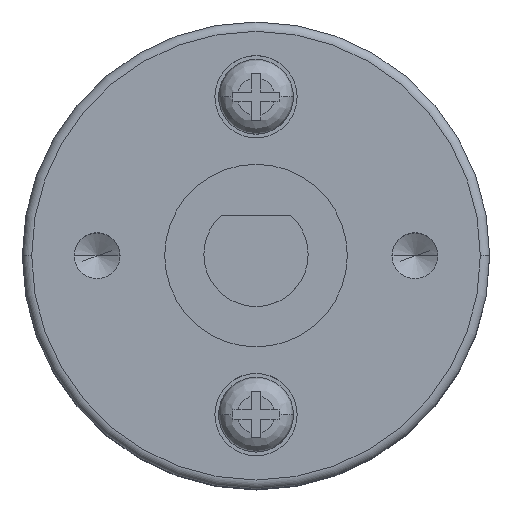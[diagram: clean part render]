
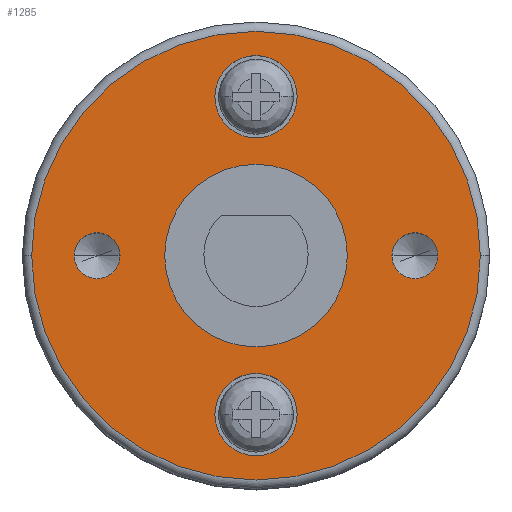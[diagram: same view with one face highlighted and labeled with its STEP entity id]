
A CAD part, top view. The second image highlights one B-rep face of the part: STEP entity #1285.
In plain terms, the highlighted planar face has unit normal (0, 0, 1).
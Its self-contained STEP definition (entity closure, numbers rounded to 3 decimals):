
#79 = CIRCLE ( 'NONE', #2450, 12. ) ;
#93 = AXIS2_PLACEMENT_3D ( 'NONE', #1033, #2290, #731 ) ;
#165 = EDGE_LOOP ( 'NONE', ( #925, #3788 ) ) ;
#185 = VERTEX_POINT ( 'NONE', #1484 ) ;
#292 = CARTESIAN_POINT ( 'NONE',  ( -2.2, -8.5, 19.2 ) ) ;
#310 = CARTESIAN_POINT ( 'NONE',  ( -12., 0., 19.2 ) ) ;
#369 = DIRECTION ( 'NONE',  ( 1., 0., 0. ) ) ;
#385 = CIRCLE ( 'NONE', #1241, 2.2 ) ;
#431 = DIRECTION ( 'NONE',  ( 1., 0., 0. ) ) ;
#608 = DIRECTION ( 'NONE',  ( 0., 0., -1. ) ) ;
#617 = AXIS2_PLACEMENT_3D ( 'NONE', #2558, #1638, #431 ) ;
#627 = DIRECTION ( 'NONE',  ( -1., 0., 0. ) ) ;
#699 = CARTESIAN_POINT ( 'NONE',  ( 0., 8.5, 19.2 ) ) ;
#727 = CIRCLE ( 'NONE', #3034, 1.229 ) ;
#731 = DIRECTION ( 'NONE',  ( -1., 0., 0. ) ) ;
#858 = DIRECTION ( 'NONE',  ( 0., 0., 1. ) ) ;
#919 = FACE_BOUND ( 'NONE', #3605, .T. ) ;
#925 = ORIENTED_EDGE ( 'NONE', *, *, #2048, .T. ) ;
#1018 = AXIS2_PLACEMENT_3D ( 'NONE', #2253, #1654, #3222 ) ;
#1022 = CARTESIAN_POINT ( 'NONE',  ( -2.2, 8.5, 19.2 ) ) ;
#1033 = CARTESIAN_POINT ( 'NONE',  ( 0., 0., 19.2 ) ) ;
#1042 = EDGE_CURVE ( 'NONE', #3062, #3616, #727, .T. ) ;
#1073 = ORIENTED_EDGE ( 'NONE', *, *, #1725, .T. ) ;
#1114 = VERTEX_POINT ( 'NONE', #3954 ) ;
#1160 = VERTEX_POINT ( 'NONE', #2719 ) ;
#1241 = AXIS2_PLACEMENT_3D ( 'NONE', #3905, #3214, #1703 ) ;
#1266 = AXIS2_PLACEMENT_3D ( 'NONE', #2483, #858, #3433 ) ;
#1285 = ADVANCED_FACE ( 'NONE', ( #1855, #919, #1546, #1565, #2183 ), #4069, .T. ) ;
#1289 = DIRECTION ( 'NONE',  ( 1., 0., 0. ) ) ;
#1317 = EDGE_CURVE ( 'Edge60', #3064, #1413, #79, .T. ) ;
#1348 = CIRCLE ( 'NONE', #3912, 1.229 ) ;
#1413 = VERTEX_POINT ( 'NONE', #3473 ) ;
#1484 = CARTESIAN_POINT ( 'NONE',  ( -7.271, 0., 19.2 ) ) ;
#1499 = CARTESIAN_POINT ( 'NONE',  ( 7.271, 0., 19.2 ) ) ;
#1546 = FACE_BOUND ( 'NONE', #2385, .T. ) ;
#1565 = FACE_BOUND ( 'NONE', #3951, .T. ) ;
#1607 = CIRCLE ( 'NONE', #3902, 2.2 ) ;
#1617 = CIRCLE ( 'NONE', #617, 1.229 ) ;
#1638 = DIRECTION ( 'NONE',  ( 0., 0., -1. ) ) ;
#1653 = VERTEX_POINT ( 'NONE', #1022 ) ;
#1654 = DIRECTION ( 'NONE',  ( 0., 0., -1. ) ) ;
#1695 = ORIENTED_EDGE ( 'NONE', *, *, #3351, .T. ) ;
#1703 = DIRECTION ( 'NONE',  ( 1., 0., 0. ) ) ;
#1725 = EDGE_CURVE ( 'NONE', #1160, #1653, #2514, .T. ) ;
#1745 = CIRCLE ( 'NONE', #2270, 1.229 ) ;
#1753 = DIRECTION ( 'NONE',  ( 1., 0., 0. ) ) ;
#1818 = ORIENTED_EDGE ( 'NONE', *, *, #3321, .T. ) ;
#1855 = FACE_OUTER_BOUND ( 'NONE', #4091, .T. ) ;
#1943 = ORIENTED_EDGE ( 'NONE', *, *, #1042, .T. ) ;
#1949 = DIRECTION ( 'NONE',  ( 0., 0., -1. ) ) ;
#1953 = DIRECTION ( 'NONE',  ( 0., 0., -1. ) ) ;
#2048 = EDGE_CURVE ( 'Edge13', #1114, #2573, #1607, .T. ) ;
#2115 = CARTESIAN_POINT ( 'NONE',  ( -9.729, 0., 19.2 ) ) ;
#2123 = CARTESIAN_POINT ( 'NONE',  ( 0., 0., 19.2 ) ) ;
#2183 = FACE_BOUND ( 'NONE', #165, .T. ) ;
#2253 = CARTESIAN_POINT ( 'NONE',  ( 0., -8.5, 19.2 ) ) ;
#2264 = DIRECTION ( 'NONE',  ( 1., 0., 0. ) ) ;
#2270 = AXIS2_PLACEMENT_3D ( 'NONE', #3140, #1953, #2264 ) ;
#2290 = DIRECTION ( 'NONE',  ( 0., 0., -1. ) ) ;
#2327 = ORIENTED_EDGE ( 'NONE', *, *, #1317, .F. ) ;
#2384 = AXIS2_PLACEMENT_3D ( 'NONE', #699, #1949, #3779 ) ;
#2385 = EDGE_LOOP ( 'NONE', ( #1818, #3280 ) ) ;
#2402 = DIRECTION ( 'NONE',  ( 0., 0., -1. ) ) ;
#2421 = VERTEX_POINT ( 'NONE', #2115 ) ;
#2450 = AXIS2_PLACEMENT_3D ( 'NONE', #2123, #3451, #627 ) ;
#2483 = CARTESIAN_POINT ( 'NONE',  ( 0., 0., 19.2 ) ) ;
#2514 = CIRCLE ( 'NONE', #2384, 2.2 ) ;
#2558 = CARTESIAN_POINT ( 'NONE',  ( -8.5, 0., 19.2 ) ) ;
#2573 = VERTEX_POINT ( 'NONE', #292 ) ;
#2597 = CIRCLE ( 'NONE', #93, 12. ) ;
#2665 = ORIENTED_EDGE ( 'NONE', *, *, #3530, .T. ) ;
#2719 = CARTESIAN_POINT ( 'NONE',  ( 2.2, 8.5, 19.2 ) ) ;
#2876 = CARTESIAN_POINT ( 'NONE',  ( -8.5, 0., 19.2 ) ) ;
#3034 = AXIS2_PLACEMENT_3D ( 'NONE', #3186, #3892, #369 ) ;
#3062 = VERTEX_POINT ( 'NONE', #3065 ) ;
#3064 = VERTEX_POINT ( 'NONE', #310 ) ;
#3065 = CARTESIAN_POINT ( 'NONE',  ( 9.729, 0., 19.2 ) ) ;
#3096 = EDGE_CURVE ( 'NONE', #2573, #1114, #3523, .T. ) ;
#3123 = EDGE_CURVE ( 'NONE', #1413, #3064, #2597, .T. ) ;
#3131 = EDGE_CURVE ( 'NONE', #2421, #185, #1617, .T. ) ;
#3140 = CARTESIAN_POINT ( 'NONE',  ( 8.5, 0., 19.2 ) ) ;
#3186 = CARTESIAN_POINT ( 'NONE',  ( 8.5, 0., 19.2 ) ) ;
#3214 = DIRECTION ( 'NONE',  ( 0., 0., -1. ) ) ;
#3222 = DIRECTION ( 'NONE',  ( 1., 0., 0. ) ) ;
#3280 = ORIENTED_EDGE ( 'NONE', *, *, #3131, .T. ) ;
#3321 = EDGE_CURVE ( 'NONE', #185, #2421, #1348, .T. ) ;
#3345 = CARTESIAN_POINT ( 'NONE',  ( 0., -8.5, 19.2 ) ) ;
#3351 = EDGE_CURVE ( 'NONE', #3616, #3062, #1745, .T. ) ;
#3433 = DIRECTION ( 'NONE',  ( 1., 0., 0. ) ) ;
#3451 = DIRECTION ( 'NONE',  ( 0., 0., -1. ) ) ;
#3473 = CARTESIAN_POINT ( 'NONE',  ( 12., 0., 19.2 ) ) ;
#3523 = CIRCLE ( 'NONE', #1018, 2.2 ) ;
#3530 = EDGE_CURVE ( 'Edge52', #1653, #1160, #385, .T. ) ;
#3605 = EDGE_LOOP ( 'NONE', ( #1943, #1695 ) ) ;
#3616 = VERTEX_POINT ( 'NONE', #1499 ) ;
#3779 = DIRECTION ( 'NONE',  ( 1., 0., 0. ) ) ;
#3788 = ORIENTED_EDGE ( 'NONE', *, *, #3096, .T. ) ;
#3834 = ORIENTED_EDGE ( 'NONE', *, *, #3123, .F. ) ;
#3892 = DIRECTION ( 'NONE',  ( 0., 0., -1. ) ) ;
#3902 = AXIS2_PLACEMENT_3D ( 'NONE', #3345, #2402, #1753 ) ;
#3905 = CARTESIAN_POINT ( 'NONE',  ( 0., 8.5, 19.2 ) ) ;
#3912 = AXIS2_PLACEMENT_3D ( 'NONE', #2876, #608, #1289 ) ;
#3951 = EDGE_LOOP ( 'NONE', ( #1073, #2665 ) ) ;
#3954 = CARTESIAN_POINT ( 'NONE',  ( 2.2, -8.5, 19.2 ) ) ;
#4069 = PLANE ( 'NONE',  #1266 ) ;
#4091 = EDGE_LOOP ( 'NONE', ( #3834, #2327 ) ) ;
